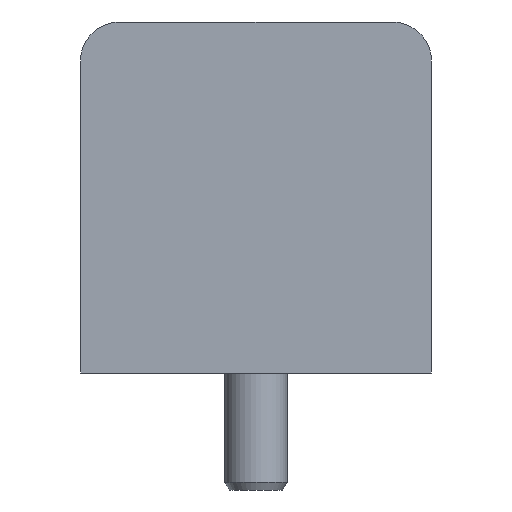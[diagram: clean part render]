
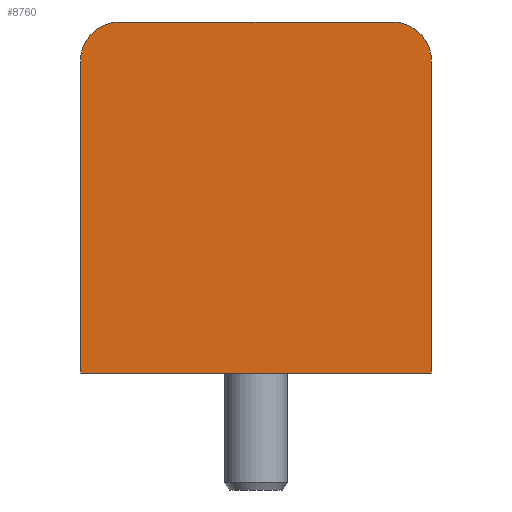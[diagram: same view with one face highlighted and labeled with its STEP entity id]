
A CAD part, left-side view. The second image highlights one B-rep face of the part: STEP entity #8760.
In plain terms, the highlighted planar face has unit normal (-1, 0, 0).
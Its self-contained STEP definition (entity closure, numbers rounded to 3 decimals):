
#219 = VERTEX_POINT ( 'NONE', #26183 ) ;
#1849 = ORIENTED_EDGE ( 'NONE', *, *, #20491, .F. ) ;
#2164 = CARTESIAN_POINT ( 'NONE',  ( -5.8, 22.5, -22.5 ) ) ;
#2884 = VECTOR ( 'NONE', #13777, 1000. ) ;
#3125 = CARTESIAN_POINT ( 'NONE',  ( -5.8, 0., 0. ) ) ;
#3242 = DIRECTION ( 'NONE',  ( -1., 0., 0. ) ) ;
#4030 = DIRECTION ( 'NONE',  ( 0., 1., 0. ) ) ;
#5395 = LINE ( 'NONE', #16963, #25813 ) ;
#5784 = EDGE_LOOP ( 'NONE', ( #13710, #19129, #1849, #28822, #28631, #12642 ) ) ;
#6844 = CARTESIAN_POINT ( 'NONE',  ( -5.8, 22.5, 17.5 ) ) ;
#6850 = DIRECTION ( 'NONE',  ( 0., 0., 1. ) ) ;
#6978 = DIRECTION ( 'NONE',  ( -1., 0., 0. ) ) ;
#7570 = VERTEX_POINT ( 'NONE', #33368 ) ;
#8177 = EDGE_CURVE ( 'NONE', #25549, #31956, #33010, .T. ) ;
#8268 = LINE ( 'NONE', #11325, #2884 ) ;
#8392 = AXIS2_PLACEMENT_3D ( 'NONE', #20034, #25489, #6850 ) ;
#8760 = ADVANCED_FACE ( 'NONE', ( #32561 ), #24427, .T. ) ;
#11219 = VERTEX_POINT ( 'NONE', #26254 ) ;
#11325 = CARTESIAN_POINT ( 'NONE',  ( -5.8, -22.5, -22.5 ) ) ;
#11786 = VECTOR ( 'NONE', #18045, 1000. ) ;
#12642 = ORIENTED_EDGE ( 'NONE', *, *, #32438, .F. ) ;
#13710 = ORIENTED_EDGE ( 'NONE', *, *, #20891, .F. ) ;
#13777 = DIRECTION ( 'NONE',  ( 0., 0., -1. ) ) ;
#14900 = CIRCLE ( 'NONE', #19951, 5. ) ;
#16963 = CARTESIAN_POINT ( 'NONE',  ( -5.8, -22.5, 22.5 ) ) ;
#17781 = CIRCLE ( 'NONE', #8392, 5. ) ;
#18045 = DIRECTION ( 'NONE',  ( 0., 0., 1. ) ) ;
#19129 = ORIENTED_EDGE ( 'NONE', *, *, #24728, .T. ) ;
#19951 = AXIS2_PLACEMENT_3D ( 'NONE', #25848, #6978, #22964 ) ;
#20034 = CARTESIAN_POINT ( 'NONE',  ( -5.8, -17.5, 17.5 ) ) ;
#20213 = CARTESIAN_POINT ( 'NONE',  ( -5.8, 22.5, -22.5 ) ) ;
#20491 = EDGE_CURVE ( 'NONE', #219, #7570, #5395, .T. ) ;
#20891 = EDGE_CURVE ( 'NONE', #11219, #26718, #8268, .T. ) ;
#21630 = DIRECTION ( 'NONE',  ( 0., 0., 1. ) ) ;
#22345 = DIRECTION ( 'NONE',  ( 0., -1., 0. ) ) ;
#22964 = DIRECTION ( 'NONE',  ( 0., 0., 1. ) ) ;
#24427 = PLANE ( 'NONE',  #30640 ) ;
#24728 = EDGE_CURVE ( 'NONE', #11219, #7570, #17781, .T. ) ;
#25489 = DIRECTION ( 'NONE',  ( -1., 0., 0. ) ) ;
#25549 = VERTEX_POINT ( 'NONE', #2164 ) ;
#25813 = VECTOR ( 'NONE', #22345, 1000. ) ;
#25848 = CARTESIAN_POINT ( 'NONE',  ( -5.8, 17.5, 17.5 ) ) ;
#26183 = CARTESIAN_POINT ( 'NONE',  ( -5.8, 17.5, 22.5 ) ) ;
#26254 = CARTESIAN_POINT ( 'NONE',  ( -5.8, -22.5, 17.5 ) ) ;
#26718 = VERTEX_POINT ( 'NONE', #28131 ) ;
#27709 = CARTESIAN_POINT ( 'NONE',  ( -5.8, 22.5, 22.5 ) ) ;
#28131 = CARTESIAN_POINT ( 'NONE',  ( -5.8, -22.5, -22.5 ) ) ;
#28631 = ORIENTED_EDGE ( 'NONE', *, *, #8177, .F. ) ;
#28822 = ORIENTED_EDGE ( 'NONE', *, *, #33860, .T. ) ;
#29939 = VECTOR ( 'NONE', #4030, 1000. ) ;
#30640 = AXIS2_PLACEMENT_3D ( 'NONE', #3125, #3242, #21630 ) ;
#31956 = VERTEX_POINT ( 'NONE', #6844 ) ;
#32438 = EDGE_CURVE ( 'NONE', #26718, #25549, #34090, .T. ) ;
#32561 = FACE_OUTER_BOUND ( 'NONE', #5784, .T. ) ;
#33010 = LINE ( 'NONE', #27709, #11786 ) ;
#33368 = CARTESIAN_POINT ( 'NONE',  ( -5.8, -17.5, 22.5 ) ) ;
#33860 = EDGE_CURVE ( 'NONE', #219, #31956, #14900, .T. ) ;
#34090 = LINE ( 'NONE', #20213, #29939 ) ;
